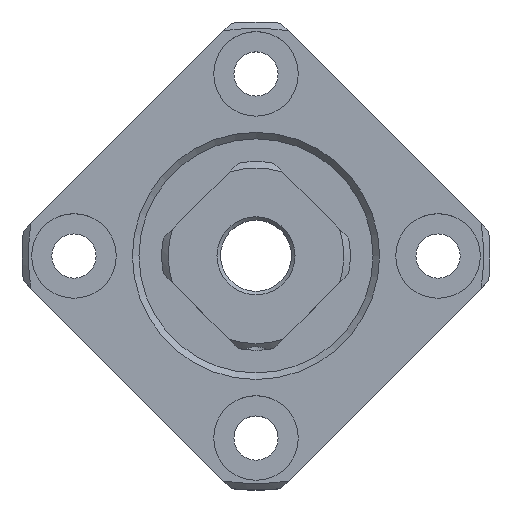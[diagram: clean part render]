
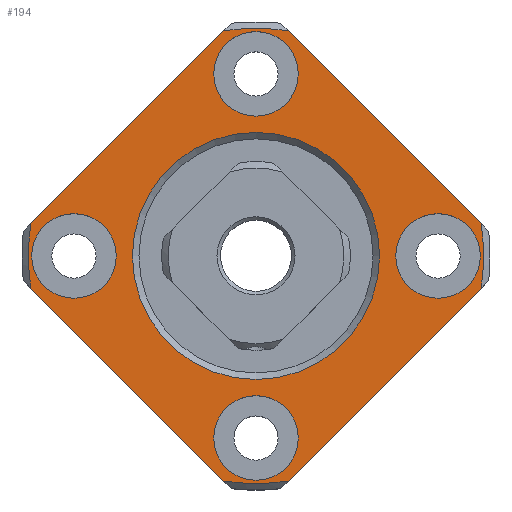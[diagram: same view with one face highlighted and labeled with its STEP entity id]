
A CAD part, top view. The second image highlights one B-rep face of the part: STEP entity #194.
In plain terms, the highlighted face is planar.
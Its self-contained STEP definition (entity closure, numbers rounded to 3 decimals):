
#194 = ADVANCED_FACE( '', ( #336, #337, #338, #339, #340, #341 ), #342, .F. );
#336 = FACE_OUTER_BOUND( '', #591, .T. );
#337 = FACE_BOUND( '', #592, .T. );
#338 = FACE_BOUND( '', #593, .T. );
#339 = FACE_BOUND( '', #594, .T. );
#340 = FACE_BOUND( '', #595, .T. );
#341 = FACE_BOUND( '', #596, .T. );
#342 = PLANE( '', #597 );
#591 = EDGE_LOOP( '', ( #971, #972, #973, #974, #975, #976, #977, #978 ) );
#592 = EDGE_LOOP( '', ( #979 ) );
#593 = EDGE_LOOP( '', ( #980 ) );
#594 = EDGE_LOOP( '', ( #981 ) );
#595 = EDGE_LOOP( '', ( #982 ) );
#596 = EDGE_LOOP( '', ( #983 ) );
#597 = AXIS2_PLACEMENT_3D( '', #984, #985, #986 );
#971 = ORIENTED_EDGE( '', *, *, #1595, .F. );
#972 = ORIENTED_EDGE( '', *, *, #1596, .F. );
#973 = ORIENTED_EDGE( '', *, *, #1597, .F. );
#974 = ORIENTED_EDGE( '', *, *, #1598, .F. );
#975 = ORIENTED_EDGE( '', *, *, #1599, .F. );
#976 = ORIENTED_EDGE( '', *, *, #1600, .F. );
#977 = ORIENTED_EDGE( '', *, *, #1601, .F. );
#978 = ORIENTED_EDGE( '', *, *, #1602, .F. );
#979 = ORIENTED_EDGE( '', *, *, #1603, .T. );
#980 = ORIENTED_EDGE( '', *, *, #1604, .T. );
#981 = ORIENTED_EDGE( '', *, *, #1594, .T. );
#982 = ORIENTED_EDGE( '', *, *, #1605, .T. );
#983 = ORIENTED_EDGE( '', *, *, #1606, .T. );
#984 = CARTESIAN_POINT( '', ( -7., 4.5, 0. ) );
#985 = DIRECTION( '', ( 1., 0., 0. ) );
#986 = DIRECTION( '', ( 0., 0., -1. ) );
#1594 = EDGE_CURVE( '', #1874, #1874, #1875, .T. );
#1595 = EDGE_CURVE( '', #1876, #1877, #1878, .T. );
#1596 = EDGE_CURVE( '', #1879, #1876, #1880, .T. );
#1597 = EDGE_CURVE( '', #1881, #1879, #1882, .T. );
#1598 = EDGE_CURVE( '', #1883, #1881, #1884, .T. );
#1599 = EDGE_CURVE( '', #1885, #1883, #1886, .T. );
#1600 = EDGE_CURVE( '', #1887, #1885, #1888, .T. );
#1601 = EDGE_CURVE( '', #1889, #1887, #1890, .T. );
#1602 = EDGE_CURVE( '', #1877, #1889, #1891, .T. );
#1603 = EDGE_CURVE( '', #1892, #1892, #1893, .T. );
#1604 = EDGE_CURVE( '', #1894, #1894, #1895, .T. );
#1605 = EDGE_CURVE( '', #1896, #1896, #1897, .T. );
#1606 = EDGE_CURVE( '', #1898, #1898, #1899, .T. );
#1874 = VERTEX_POINT( '', #2357 );
#1875 = CIRCLE( '', #2358, 3.25 );
#1876 = VERTEX_POINT( '', #2359 );
#1877 = VERTEX_POINT( '', #2360 );
#1878 = CIRCLE( '', #2361, 17.5 );
#1879 = VERTEX_POINT( '', #2362 );
#1880 = LINE( '', #2363, #2364 );
#1881 = VERTEX_POINT( '', #2365 );
#1882 = CIRCLE( '', #2366, 17.5 );
#1883 = VERTEX_POINT( '', #2367 );
#1884 = LINE( '', #2368, #2369 );
#1885 = VERTEX_POINT( '', #2370 );
#1886 = CIRCLE( '', #2371, 17.5 );
#1887 = VERTEX_POINT( '', #2372 );
#1888 = LINE( '', #2373, #2374 );
#1889 = VERTEX_POINT( '', #2375 );
#1890 = CIRCLE( '', #2376, 17.5 );
#1891 = LINE( '', #2377, #2378 );
#1892 = VERTEX_POINT( '', #2379 );
#1893 = CIRCLE( '', #2380, 3.25 );
#1894 = VERTEX_POINT( '', #2381 );
#1895 = CIRCLE( '', #2382, 3.25 );
#1896 = VERTEX_POINT( '', #2383 );
#1897 = CIRCLE( '', #2384, 3.25 );
#1898 = VERTEX_POINT( '', #2385 );
#1899 = CIRCLE( '', #2386, 9.5 );
#2357 = CARTESIAN_POINT( '', ( -7., 0., 10.75 ) );
#2358 = AXIS2_PLACEMENT_3D( '', #2814, #2815, #2816 );
#2359 = CARTESIAN_POINT( '', ( -7., 17.324, -2.475 ) );
#2360 = CARTESIAN_POINT( '', ( -7., 17.324, 2.475 ) );
#2361 = AXIS2_PLACEMENT_3D( '', #2817, #2818, #2819 );
#2362 = CARTESIAN_POINT( '', ( -7., 2.475, -17.324 ) );
#2363 = CARTESIAN_POINT( '', ( -7., 0., -19.799 ) );
#2364 = VECTOR( '', #2820, 1000. );
#2365 = CARTESIAN_POINT( '', ( -7., -2.475, -17.324 ) );
#2366 = AXIS2_PLACEMENT_3D( '', #2821, #2822, #2823 );
#2367 = CARTESIAN_POINT( '', ( -7., -17.324, -2.475 ) );
#2368 = CARTESIAN_POINT( '', ( -7., -19.799, 0. ) );
#2369 = VECTOR( '', #2824, 1000. );
#2370 = CARTESIAN_POINT( '', ( -7., -17.324, 2.475 ) );
#2371 = AXIS2_PLACEMENT_3D( '', #2825, #2826, #2827 );
#2372 = CARTESIAN_POINT( '', ( -7., -2.475, 17.324 ) );
#2373 = CARTESIAN_POINT( '', ( -7., 0., 19.799 ) );
#2374 = VECTOR( '', #2828, 1000. );
#2375 = CARTESIAN_POINT( '', ( -7., 2.475, 17.324 ) );
#2376 = AXIS2_PLACEMENT_3D( '', #2829, #2830, #2831 );
#2377 = CARTESIAN_POINT( '', ( -7., 19.799, 0. ) );
#2378 = VECTOR( '', #2832, 1000. );
#2379 = CARTESIAN_POINT( '', ( -7., 0., -17.25 ) );
#2380 = AXIS2_PLACEMENT_3D( '', #2833, #2834, #2835 );
#2381 = CARTESIAN_POINT( '', ( -7., -14., -3.25 ) );
#2382 = AXIS2_PLACEMENT_3D( '', #2836, #2837, #2838 );
#2383 = CARTESIAN_POINT( '', ( -7., 14., -3.25 ) );
#2384 = AXIS2_PLACEMENT_3D( '', #2839, #2840, #2841 );
#2385 = CARTESIAN_POINT( '', ( -7., 0., -9.5 ) );
#2386 = AXIS2_PLACEMENT_3D( '', #2842, #2843, #2844 );
#2814 = CARTESIAN_POINT( '', ( -7., 0., 14. ) );
#2815 = DIRECTION( '', ( 1., 0., 0. ) );
#2816 = DIRECTION( '', ( 0., 0., -1. ) );
#2817 = CARTESIAN_POINT( '', ( -7., 0., 0. ) );
#2818 = DIRECTION( '', ( 1., 0., 0. ) );
#2819 = DIRECTION( '', ( 0., 0., -1. ) );
#2820 = DIRECTION( '', ( 0., 0.707, 0.707 ) );
#2821 = CARTESIAN_POINT( '', ( -7., 0., 0. ) );
#2822 = DIRECTION( '', ( 1., 0., 0. ) );
#2823 = DIRECTION( '', ( 0., 0., -1. ) );
#2824 = DIRECTION( '', ( 0., 0.707, -0.707 ) );
#2825 = CARTESIAN_POINT( '', ( -7., 0., 0. ) );
#2826 = DIRECTION( '', ( 1., 0., 0. ) );
#2827 = DIRECTION( '', ( 0., 0., -1. ) );
#2828 = DIRECTION( '', ( 0., -0.707, -0.707 ) );
#2829 = CARTESIAN_POINT( '', ( -7., 0., 0. ) );
#2830 = DIRECTION( '', ( 1., 0., 0. ) );
#2831 = DIRECTION( '', ( 0., 0., -1. ) );
#2832 = DIRECTION( '', ( 0., -0.707, 0.707 ) );
#2833 = CARTESIAN_POINT( '', ( -7., 0., -14. ) );
#2834 = DIRECTION( '', ( 1., 0., 0. ) );
#2835 = DIRECTION( '', ( 0., 0., -1. ) );
#2836 = CARTESIAN_POINT( '', ( -7., -14., 0. ) );
#2837 = DIRECTION( '', ( 1., 0., 0. ) );
#2838 = DIRECTION( '', ( 0., 0., -1. ) );
#2839 = CARTESIAN_POINT( '', ( -7., 14., 0. ) );
#2840 = DIRECTION( '', ( 1., 0., 0. ) );
#2841 = DIRECTION( '', ( 0., 0., -1. ) );
#2842 = CARTESIAN_POINT( '', ( -7., 0., 0. ) );
#2843 = DIRECTION( '', ( 1., 0., 0. ) );
#2844 = DIRECTION( '', ( 0., 0., -1. ) );
